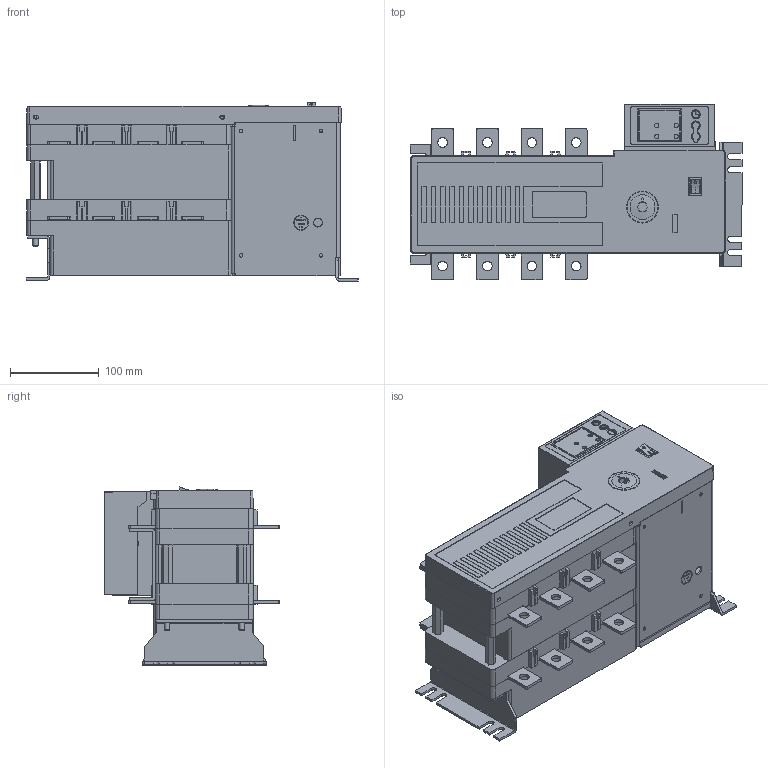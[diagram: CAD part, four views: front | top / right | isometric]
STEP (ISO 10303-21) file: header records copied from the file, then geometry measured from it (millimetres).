
FILE_DESCRIPTION(/* description */ ('Unknown'),/* implementation_level */ '2;1');
FILE_NAME(/* name */ 'ATS 250A',/* time_stamp */ '2025-08-14T15:20:20+05:30',/* author */ ('Unknown'),/* organization */ ('Unknown'),/* preprocessor_version */ 'ST-DEVELOPER v19.4',/* originating_system */ 'Solid Edge',/* authorisation */ 'Unknown');
FILE_SCHEMA (('AUTOMOTIVE_DESIGN {1 0 10303 214 3 1 1}'));
Products named in the file (17): ATS 250A_Assembly; ASSEMBLY; Body; Cover; Fix Contact; Movers; 2; 22; ATES 250 DISPLAY MODEL; 1; 25; 24; 23; 10; Short Link 'c' Clamp; Limit Switch on off; 11
Assembly tree (27 placements, depth 3):
  ATS 250A_Assembly
    ASSEMBLY  x2
      Body
      Cover
      Fix Contact
      Movers
    2  x4
    22
    ATES 250 DISPLAY MODEL
    1
    25
    24
    23
    10  x2
    Limit Switch on off
    11
  Short Link 'c' Clamp
Bounding box: 373.6 x 197.7 x 200.48 mm (x, y, z)
Volume: 1897165.1 mm3; surface area: 1160559.9 mm2
Topology: 40 solids, 40 shells, 3295 faces, 9242 edges, 6131 vertices
Faces by surface type: plane 2524, cylinder 708, cone 21, bspline 21, torus 12, sphere 9
Full cylindrical faces by diameter (mm): 2.25 x4, 2.459 x4, 2.5 x4, 3 x4, 3.2 x4, 3.242 x22, 3.5 x7, 4 x16, 4.134 x37, 4.3 x32, 4.8 x6, 5 x4, 5.1 x8, 5.2 x8, 5.8 x8, 6 x38, 6.3 x8, 6.5 x5, 6.8 x4, 7.5 x4, 8 x3, 8.86 x8, 9.32 x8, 9.4 x16, 9.5 x3, 10 x1, 10.8 x24, 11.2 x8, 12.28 x1, 14.5 x1
Entity records: 69307 total; most frequent: CARTESIAN_POINT 12695, ORIENTED_EDGE 11056, DIRECTION 10576, EDGE_CURVE 5528, LINE 4510, VECTOR 4510, VERTEX_POINT 3758, AXIS2_PLACEMENT_3D 3033
